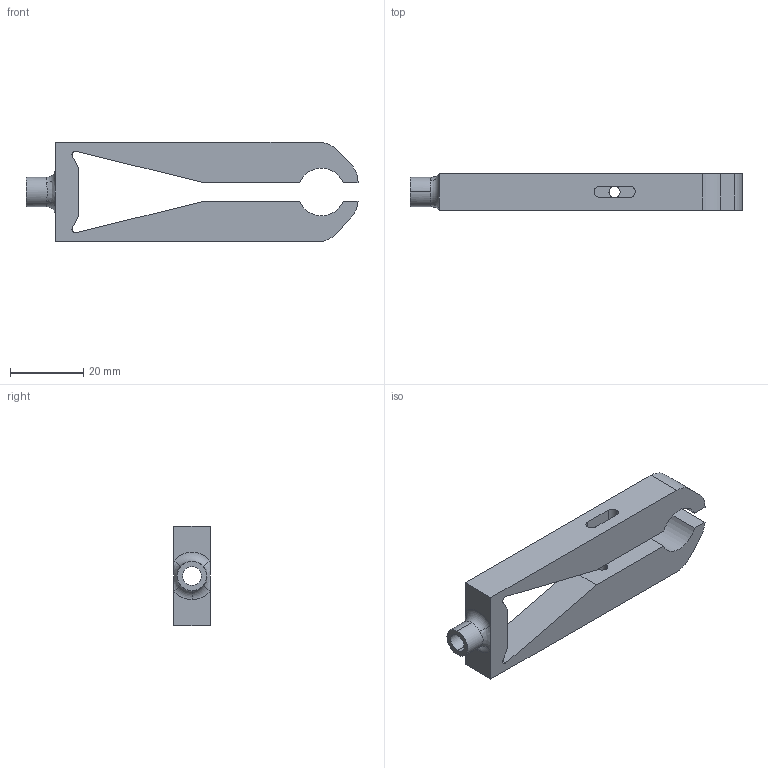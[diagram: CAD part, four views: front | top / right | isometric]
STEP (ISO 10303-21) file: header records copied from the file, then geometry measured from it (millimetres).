
FILE_DESCRIPTION (( 'STEP AP214' ), '1' );
FILE_NAME ('pinza.STEP', '2023-01-09T20:48:14', ( '' ), ( '' ), 'SwSTEP 2.0', 'SolidWorks 2020', '' );
FILE_SCHEMA (( 'AUTOMOTIVE_DESIGN' ));
Length unit declared in the file: millimetre
Products named in the file (1): pinza
Bounding box: 90.86 x 10 x 27.31 mm (x, y, z)
Volume: 13886.6 mm3; surface area: 7545 mm2
Topology: 1 solids, 1 shells, 59 faces, 160 edges, 105 vertices
Faces by surface type: plane 35, cylinder 19, torus 3, bspline 2
Entity records: 2048 total; most frequent: CARTESIAN_POINT 477, DIRECTION 322, ORIENTED_EDGE 320, EDGE_CURVE 160, VECTOR 110, LINE 110, AXIS2_PLACEMENT_3D 106, VERTEX_POINT 105
